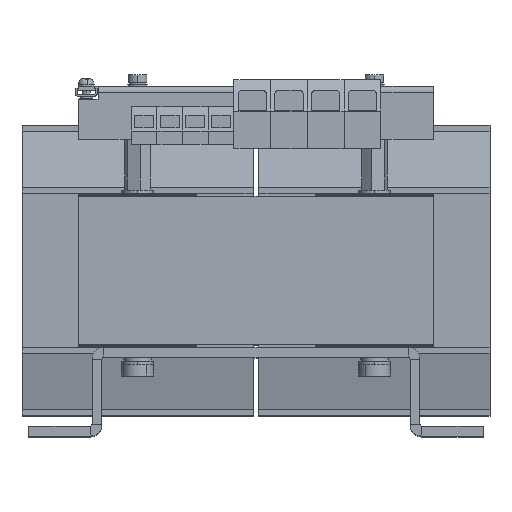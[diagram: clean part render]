
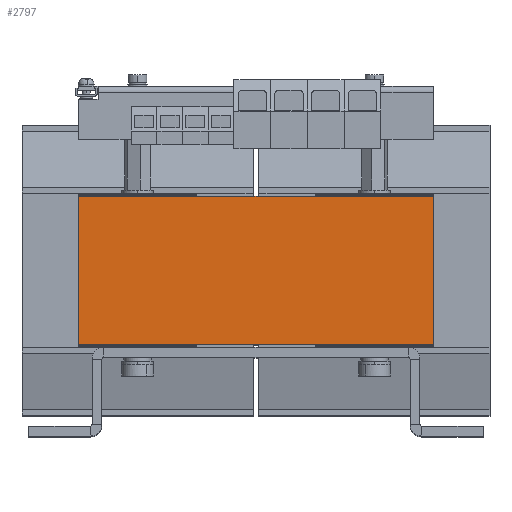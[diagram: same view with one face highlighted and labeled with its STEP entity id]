
A CAD part, top view. The second image highlights one B-rep face of the part: STEP entity #2797.
In plain terms, the highlighted planar face has unit normal (0, 0, 1).
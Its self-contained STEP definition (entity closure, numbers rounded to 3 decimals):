
#84 = VECTOR ( 'NONE', #99, 1000. ) ;
#99 = DIRECTION ( 'NONE',  ( 1., 0., 0. ) ) ;
#271 = CARTESIAN_POINT ( 'NONE',  ( -30., 37.5, 150.001 ) ) ;
#436 = VECTOR ( 'NONE', #3493, 1000. ) ;
#500 = EDGE_CURVE ( 'NONE', #8787, #7384, #849, .T. ) ;
#720 = DIRECTION ( 'NONE',  ( 1., 0., 0. ) ) ;
#849 = LINE ( 'NONE', #5061, #436 ) ;
#1623 = EDGE_CURVE ( 'NONE', #9509, #3570, #14635, .T. ) ;
#1636 = DIRECTION ( 'NONE',  ( 0., -1., 0. ) ) ;
#2073 = CARTESIAN_POINT ( 'NONE',  ( 30., -37.5, 150.001 ) ) ;
#2194 = LINE ( 'NONE', #13390, #15225 ) ;
#2797 = ADVANCED_FACE ( 'NONE', ( #11376 ), #14395, .F. ) ;
#2903 = CARTESIAN_POINT ( 'NONE',  ( 90., 37.5, 150.001 ) ) ;
#3248 = CARTESIAN_POINT ( 'NONE',  ( -90., 37.5, 150.001 ) ) ;
#3275 = LINE ( 'NONE', #6345, #5877 ) ;
#3493 = DIRECTION ( 'NONE',  ( 1., 0., 0. ) ) ;
#3570 = VERTEX_POINT ( 'NONE', #5946 ) ;
#3620 = CARTESIAN_POINT ( 'NONE',  ( -90., -37.5, 150.001 ) ) ;
#3716 = CARTESIAN_POINT ( 'NONE',  ( 90., -37.5, 150.001 ) ) ;
#4138 = AXIS2_PLACEMENT_3D ( 'NONE', #2903, #6760, #1636 ) ;
#4408 = EDGE_LOOP ( 'NONE', ( #10305, #5589, #9625, #5613, #10703, #13959, #13147, #5082 ) ) ;
#4589 = VECTOR ( 'NONE', #10655, 1000. ) ;
#4659 = CARTESIAN_POINT ( 'NONE',  ( 30., 37.5, 150.001 ) ) ;
#5014 = VECTOR ( 'NONE', #15536, 1000. ) ;
#5061 = CARTESIAN_POINT ( 'NONE',  ( 90., 37.5, 150.001 ) ) ;
#5082 = ORIENTED_EDGE ( 'NONE', *, *, #5742, .T. ) ;
#5320 = EDGE_CURVE ( 'NONE', #7340, #11280, #7882, .T. ) ;
#5589 = ORIENTED_EDGE ( 'NONE', *, *, #16008, .T. ) ;
#5613 = ORIENTED_EDGE ( 'NONE', *, *, #1623, .F. ) ;
#5742 = EDGE_CURVE ( 'NONE', #8787, #7340, #3275, .T. ) ;
#5877 = VECTOR ( 'NONE', #11393, 1000. ) ;
#5946 = CARTESIAN_POINT ( 'NONE',  ( 90., -37.5, 150.001 ) ) ;
#6345 = CARTESIAN_POINT ( 'NONE',  ( -90., 37.5, 150.001 ) ) ;
#6630 = LINE ( 'NONE', #15594, #5014 ) ;
#6760 = DIRECTION ( 'NONE',  ( 0., 0., -1. ) ) ;
#6902 = CARTESIAN_POINT ( 'NONE',  ( 90., 37.5, 150.001 ) ) ;
#7340 = VERTEX_POINT ( 'NONE', #3620 ) ;
#7384 = VERTEX_POINT ( 'NONE', #271 ) ;
#7622 = EDGE_CURVE ( 'NONE', #13526, #9509, #9419, .T. ) ;
#7882 = LINE ( 'NONE', #15432, #84 ) ;
#8210 = LINE ( 'NONE', #3716, #13825 ) ;
#8787 = VERTEX_POINT ( 'NONE', #3248 ) ;
#9009 = VECTOR ( 'NONE', #720, 1000. ) ;
#9035 = DIRECTION ( 'NONE',  ( 1., 0., 0. ) ) ;
#9419 = LINE ( 'NONE', #16162, #9009 ) ;
#9509 = VERTEX_POINT ( 'NONE', #16613 ) ;
#9625 = ORIENTED_EDGE ( 'NONE', *, *, #15639, .T. ) ;
#10305 = ORIENTED_EDGE ( 'NONE', *, *, #5320, .T. ) ;
#10655 = DIRECTION ( 'NONE',  ( 0., -1., 0. ) ) ;
#10703 = ORIENTED_EDGE ( 'NONE', *, *, #7622, .F. ) ;
#11280 = VERTEX_POINT ( 'NONE', #15015 ) ;
#11376 = FACE_OUTER_BOUND ( 'NONE', #4408, .T. ) ;
#11393 = DIRECTION ( 'NONE',  ( 0., -1., 0. ) ) ;
#13147 = ORIENTED_EDGE ( 'NONE', *, *, #500, .F. ) ;
#13390 = CARTESIAN_POINT ( 'NONE',  ( 30., -37.5, 150.001 ) ) ;
#13526 = VERTEX_POINT ( 'NONE', #4659 ) ;
#13825 = VECTOR ( 'NONE', #9035, 1000. ) ;
#13959 = ORIENTED_EDGE ( 'NONE', *, *, #15007, .F. ) ;
#14395 = PLANE ( 'NONE',  #4138 ) ;
#14635 = LINE ( 'NONE', #6902, #4589 ) ;
#14670 = DIRECTION ( 'NONE',  ( 1., 0., 0. ) ) ;
#15007 = EDGE_CURVE ( 'NONE', #7384, #13526, #6630, .T. ) ;
#15015 = CARTESIAN_POINT ( 'NONE',  ( -30., -37.5, 150.001 ) ) ;
#15225 = VECTOR ( 'NONE', #14670, 1000. ) ;
#15322 = VERTEX_POINT ( 'NONE', #2073 ) ;
#15432 = CARTESIAN_POINT ( 'NONE',  ( 90., -37.5, 150.001 ) ) ;
#15536 = DIRECTION ( 'NONE',  ( 1., 0., 0. ) ) ;
#15594 = CARTESIAN_POINT ( 'NONE',  ( 90., 37.5, 150.001 ) ) ;
#15639 = EDGE_CURVE ( 'NONE', #15322, #3570, #2194, .T. ) ;
#16008 = EDGE_CURVE ( 'NONE', #11280, #15322, #8210, .T. ) ;
#16162 = CARTESIAN_POINT ( 'NONE',  ( 30., 37.5, 150.001 ) ) ;
#16613 = CARTESIAN_POINT ( 'NONE',  ( 90., 37.5, 150.001 ) ) ;
